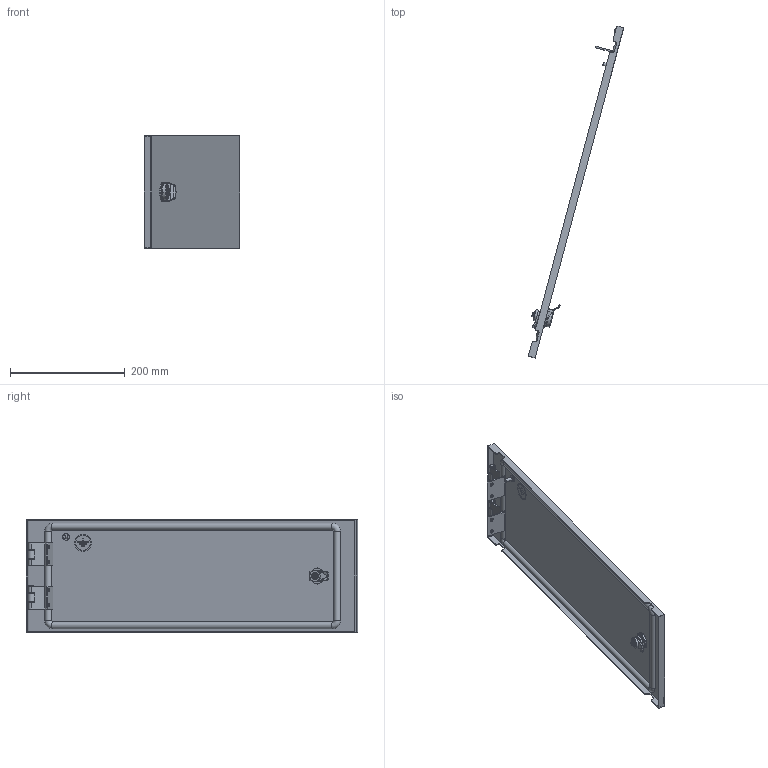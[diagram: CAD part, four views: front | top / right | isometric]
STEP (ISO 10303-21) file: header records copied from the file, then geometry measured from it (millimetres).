
FILE_DESCRIPTION (( 'STEP AP203' ), '1' );
FILE_NAME ('FO-00-ESD-020-060 FORMAT Äâåðü ñåêö. âíåø. 200õ600 IEK.STEP', '2024-07-09T08:44:10', ( '' ), ( '' ), 'SwSTEP 2.0', 'SolidWorks 2022', '' );
FILE_SCHEMA (( 'CONFIG_CONTROL_DESIGN' ));
Length unit declared in the file: millimetre
Products named in the file (1): FO-00-ESD-020-060 FORMAT Дверь секц. внеш. 200х600 IEK
Bounding box: 165.93 x 578 x 196 mm (x, y, z)
Volume: 379161.6 mm3; surface area: 306994.2 mm2
Topology: 7 solids, 13 shells, 1039 faces, 2862 edges, 1811 vertices
Faces by surface type: plane 342, cylinder 328, bspline 217, cone 62, sphere 57, torus 33
Entity records: 58185 total; most frequent: CARTESIAN_POINT 33748, ORIENTED_EDGE 5706, DIRECTION 4321, EDGE_CURVE 2853, VERTEX_POINT 1810, AXIS2_PLACEMENT_3D 1549, LINE 1223, VECTOR 1223
